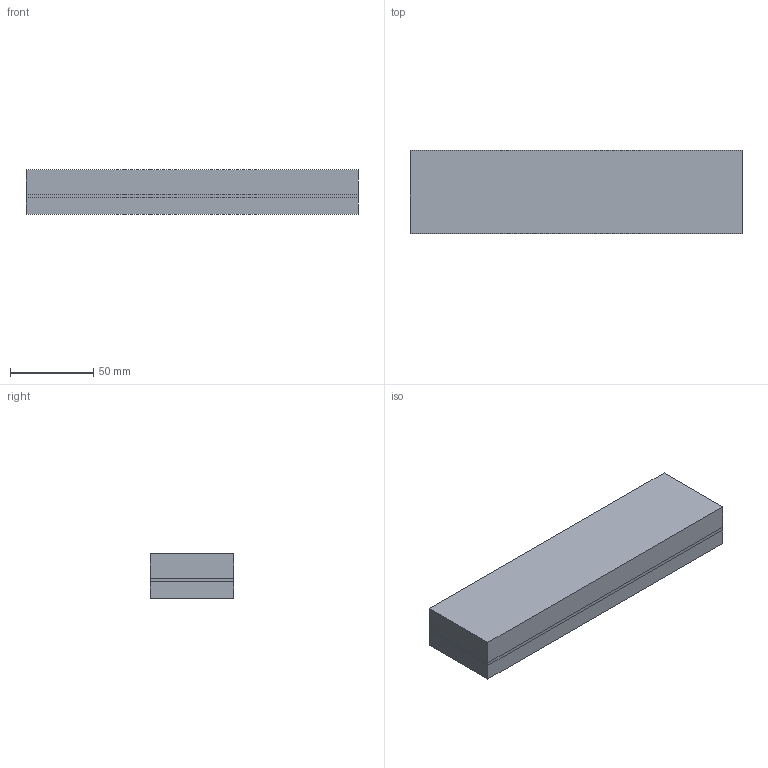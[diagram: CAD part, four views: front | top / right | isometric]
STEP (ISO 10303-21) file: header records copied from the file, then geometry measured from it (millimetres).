
FILE_DESCRIPTION(('FreeCAD Model'),'2;1');
FILE_NAME('Open CASCADE Shape Model','2025-05-04T12:49:57',('Author'),( ''),'Open CASCADE STEP processor 7.8','FreeCAD','Unknown');
FILE_SCHEMA(('AUTOMOTIVE_DESIGN { 1 0 10303 214 1 1 1 1 }'));
Length unit declared in the file: millimetre
Products named in the file (15): Assembly; skin; skin001; Water; Water001; Oil; Oil001; WaterIn; WaterIn001; WaterOut; WaterOut001; OilIn; OilIn001; OilOut; OilOut001
Assembly tree (14 placements, depth 3):
  Assembly
    skin
      skin001
    Water
      Water001
    Oil
      Oil001
    WaterIn
      WaterIn001
    WaterOut
      WaterOut001
    OilIn
      OilIn001
    OilOut
      OilOut001
Bounding box: 200 x 50 x 27 mm (x, y, z)
Volume: 270000 mm3; surface area: 76000 mm2
Topology: 3 solids, 7 shells, 22 faces, 52 edges, 40 vertices
Faces by surface type: plane 18, bspline 4
Entity records: 1012 total; most frequent: CARTESIAN_POINT 189, DIRECTION 118, ORIENTED_EDGE 88, EDGE_CURVE 52, LINE 52, VECTOR 52, VERTEX_POINT 40, AXIS2_PLACEMENT_3D 33
